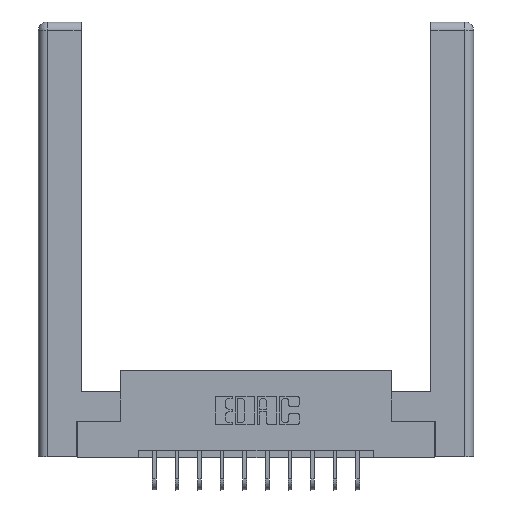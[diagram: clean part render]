
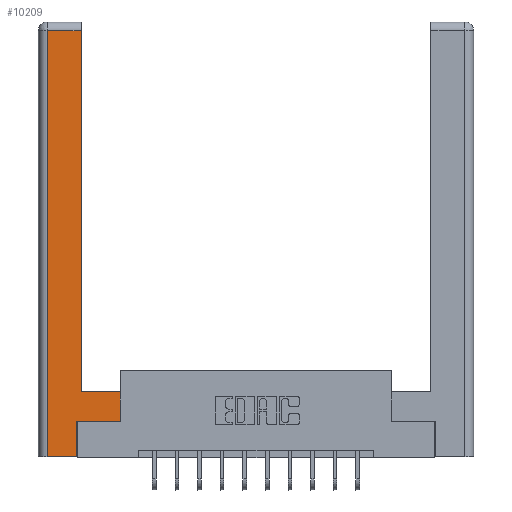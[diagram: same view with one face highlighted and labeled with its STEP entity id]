
A CAD part, top view. The second image highlights one B-rep face of the part: STEP entity #10209.
In plain terms, the highlighted planar face has unit normal (0, 0, 1).
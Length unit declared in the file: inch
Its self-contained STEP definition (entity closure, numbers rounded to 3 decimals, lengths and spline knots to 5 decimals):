
#70 = CARTESIAN_POINT ( 'NONE',  ( 0.0615, 0., 0. ) ) ;
#240 = CARTESIAN_POINT ( 'NONE',  ( 0.565, 0.245, 0. ) ) ;
#375 = CARTESIAN_POINT ( 'NONE',  ( 0.0615, 2.94, 0. ) ) ;
#630 = VECTOR ( 'NONE', #12656, 39.37008 ) ;
#782 = EDGE_CURVE ( 'NONE', #2471, #9340, #2783, .T. ) ;
#1015 = LINE ( 'NONE', #8580, #16015 ) ;
#1041 = ORIENTED_EDGE ( 'NONE', *, *, #4279, .T. ) ;
#1381 = ORIENTED_EDGE ( 'NONE', *, *, #13644, .T. ) ;
#2030 = LINE ( 'NONE', #14328, #7974 ) ;
#2241 = CARTESIAN_POINT ( 'NONE',  ( 0.295, 3., 0. ) ) ;
#2358 = VERTEX_POINT ( 'NONE', #6441 ) ;
#2471 = VERTEX_POINT ( 'NONE', #13137 ) ;
#2783 = LINE ( 'NONE', #2241, #15800 ) ;
#2878 = CARTESIAN_POINT ( 'NONE',  ( 0.0615, 0., 0. ) ) ;
#3113 = LINE ( 'NONE', #70, #13361 ) ;
#4279 = EDGE_CURVE ( 'NONE', #11902, #7929, #5724, .T. ) ;
#4946 = DIRECTION ( 'NONE',  ( 0., -1., 0. ) ) ;
#5176 = ORIENTED_EDGE ( 'NONE', *, *, #6114, .T. ) ;
#5358 = ORIENTED_EDGE ( 'NONE', *, *, #14425, .T. ) ;
#5724 = LINE ( 'NONE', #12118, #14163 ) ;
#5734 = DIRECTION ( 'NONE',  ( -1., 0., 0. ) ) ;
#5931 = DIRECTION ( 'NONE',  ( 0., 1., 0. ) ) ;
#5967 = DIRECTION ( 'NONE',  ( 0., 0., -1. ) ) ;
#6108 = CARTESIAN_POINT ( 'NONE',  ( 0.265, 0., 0. ) ) ;
#6114 = EDGE_CURVE ( 'NONE', #11477, #10646, #3113, .T. ) ;
#6333 = ORIENTED_EDGE ( 'NONE', *, *, #14569, .T. ) ;
#6415 = ORIENTED_EDGE ( 'NONE', *, *, #14079, .T. ) ;
#6441 = CARTESIAN_POINT ( 'NONE',  ( 0.265, 0., 0. ) ) ;
#6815 = DIRECTION ( 'NONE',  ( 0., 1., 0. ) ) ;
#7573 = VECTOR ( 'NONE', #10993, 39.37008 ) ;
#7929 = VERTEX_POINT ( 'NONE', #240 ) ;
#7974 = VECTOR ( 'NONE', #6815, 39.37008 ) ;
#8539 = ORIENTED_EDGE ( 'NONE', *, *, #782, .T. ) ;
#8580 = CARTESIAN_POINT ( 'NONE',  ( 0.295, 0.45, 0. ) ) ;
#9340 = VERTEX_POINT ( 'NONE', #11250 ) ;
#10209 = ADVANCED_FACE ( 'NONE', ( #12046 ), #14586, .F. ) ;
#10217 = CARTESIAN_POINT ( 'NONE',  ( 0.565, 0.45, 0. ) ) ;
#10626 = CARTESIAN_POINT ( 'NONE',  ( 0.265, 0.245, 0. ) ) ;
#10646 = VERTEX_POINT ( 'NONE', #2878 ) ;
#10917 = DIRECTION ( 'NONE',  ( 1., 0., 0. ) ) ;
#10993 = DIRECTION ( 'NONE',  ( 1., 0., 0. ) ) ;
#11002 = CARTESIAN_POINT ( 'NONE',  ( 0.0615, 2.94, 0. ) ) ;
#11038 = EDGE_LOOP ( 'NONE', ( #8539, #1381, #5176, #5358, #16309, #1041, #6415, #6333 ) ) ;
#11164 = VERTEX_POINT ( 'NONE', #10217 ) ;
#11250 = CARTESIAN_POINT ( 'NONE',  ( 0.295, 2.94, 0. ) ) ;
#11477 = VERTEX_POINT ( 'NONE', #375 ) ;
#11706 = LINE ( 'NONE', #6108, #7573 ) ;
#11745 = AXIS2_PLACEMENT_3D ( 'NONE', #12230, #5967, #14743 ) ;
#11902 = VERTEX_POINT ( 'NONE', #10626 ) ;
#12046 = FACE_OUTER_BOUND ( 'NONE', #11038, .T. ) ;
#12118 = CARTESIAN_POINT ( 'NONE',  ( 0.565, 0.245, 0. ) ) ;
#12230 = CARTESIAN_POINT ( 'NONE',  ( 0., 0., 0. ) ) ;
#12656 = DIRECTION ( 'NONE',  ( 0., 1., 0. ) ) ;
#12717 = VECTOR ( 'NONE', #16051, 39.37008 ) ;
#13137 = CARTESIAN_POINT ( 'NONE',  ( 0.295, 0.45, 0. ) ) ;
#13361 = VECTOR ( 'NONE', #4946, 39.37008 ) ;
#13644 = EDGE_CURVE ( 'NONE', #9340, #11477, #14863, .T. ) ;
#13806 = CARTESIAN_POINT ( 'NONE',  ( 0.265, 0.245, 0. ) ) ;
#14079 = EDGE_CURVE ( 'NONE', #7929, #11164, #2030, .T. ) ;
#14163 = VECTOR ( 'NONE', #10917, 39.37008 ) ;
#14328 = CARTESIAN_POINT ( 'NONE',  ( 0.565, 0.45, 0. ) ) ;
#14425 = EDGE_CURVE ( 'NONE', #10646, #2358, #11706, .T. ) ;
#14569 = EDGE_CURVE ( 'NONE', #11164, #2471, #1015, .T. ) ;
#14586 = PLANE ( 'NONE',  #11745 ) ;
#14603 = EDGE_CURVE ( 'NONE', #2358, #11902, #15628, .T. ) ;
#14743 = DIRECTION ( 'NONE',  ( -1., 0., 0. ) ) ;
#14863 = LINE ( 'NONE', #11002, #12717 ) ;
#15628 = LINE ( 'NONE', #13806, #630 ) ;
#15800 = VECTOR ( 'NONE', #5931, 39.37008 ) ;
#16015 = VECTOR ( 'NONE', #5734, 39.37008 ) ;
#16051 = DIRECTION ( 'NONE',  ( -1., 0., 0. ) ) ;
#16309 = ORIENTED_EDGE ( 'NONE', *, *, #14603, .T. ) ;
